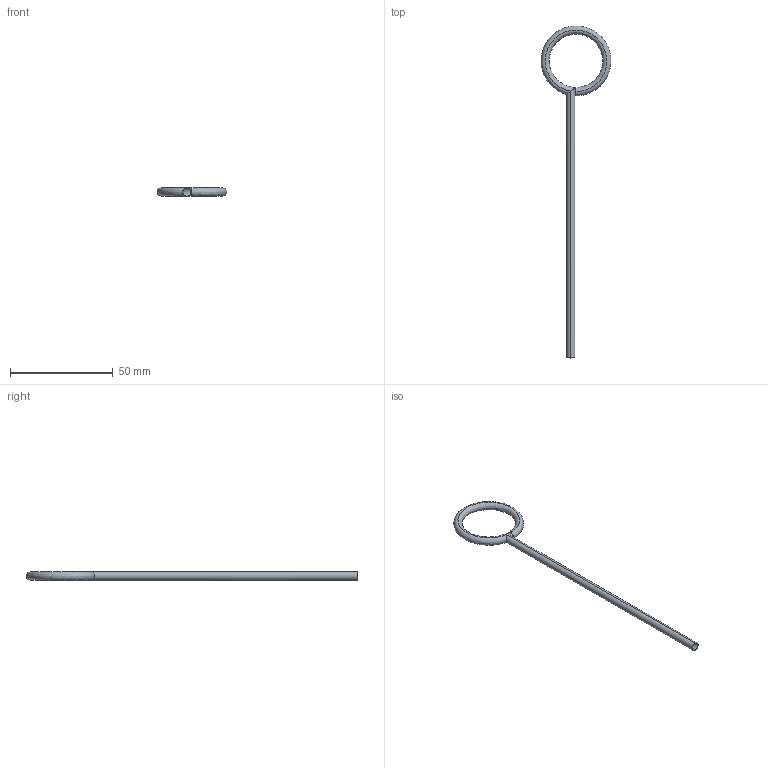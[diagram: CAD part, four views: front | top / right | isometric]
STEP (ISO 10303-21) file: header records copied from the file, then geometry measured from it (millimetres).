
FILE_DESCRIPTION (( 'STEP AP214' ), '1' );
FILE_NAME ('crochet.STEP', '2019-08-08T12:07:50', ( '' ), ( '' ), 'SwSTEP 2.0', 'SolidWorks 2017', '' );
FILE_SCHEMA (( 'AUTOMOTIVE_DESIGN' ));
Length unit declared in the file: millimetre
Products named in the file (1): crochet
Bounding box: 33.99 x 161.79 x 4 mm (x, y, z)
Surface area: 2786 mm2 (no closed solid volume)
Topology: 0 solids, 1 shells, 4 faces, 10 edges, 6 vertices
Faces by surface type: bspline 2, cylinder 2
Entity records: 1843 total; most frequent: CARTESIAN_POINT 1733, ORIENTED_EDGE 16, DIRECTION 16, EDGE_CURVE 10, AXIS2_PLACEMENT_3D 7, VERTEX_POINT 6, B_SPLINE_CURVE_WITH_KNOTS 4, ADVANCED_FACE 4
